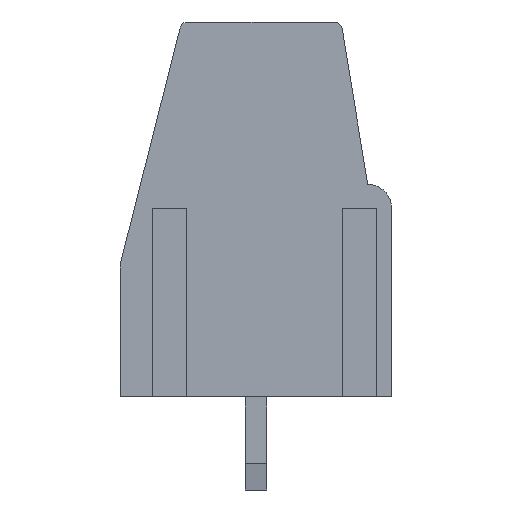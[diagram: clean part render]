
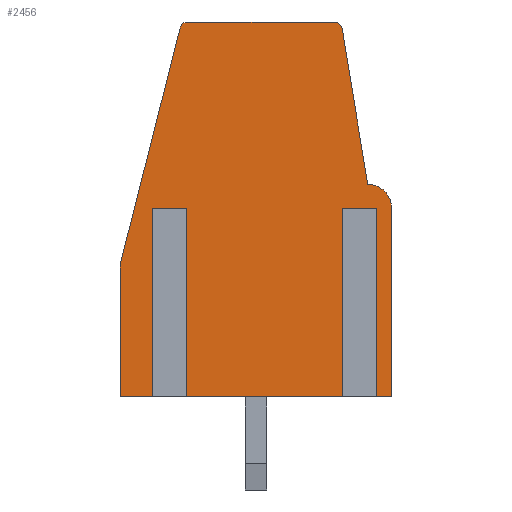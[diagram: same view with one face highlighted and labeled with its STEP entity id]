
A CAD part, left-side view. The second image highlights one B-rep face of the part: STEP entity #2456.
In plain terms, the highlighted planar face has unit normal (-1, 0, 0).
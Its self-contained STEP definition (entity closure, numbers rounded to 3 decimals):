
#1362 = VERTEX_POINT('',#1363);
#1363 = CARTESIAN_POINT('',(-22.86,2.586,14.1));
#1369 = EDGE_CURVE('',#1370,#1362,#1372,.T.);
#1370 = VERTEX_POINT('',#1371);
#1371 = CARTESIAN_POINT('',(-22.86,-2.925,14.1));
#1372 = LINE('',#1373,#1374);
#1373 = CARTESIAN_POINT('',(-22.86,-3.18,14.1));
#1374 = VECTOR('',#1375,1.);
#1375 = DIRECTION('',(0.,1.,0.));
#2136 = VERTEX_POINT('',#2137);
#2137 = CARTESIAN_POINT('',(-22.86,2.877,13.874));
#2143 = EDGE_CURVE('',#1362,#2136,#2144,.T.);
#2144 = CIRCLE('',#2145,0.3);
#2145 = AXIS2_PLACEMENT_3D('',#2146,#2147,#2148);
#2146 = CARTESIAN_POINT('',(-22.86,2.586,13.8));
#2147 = DIRECTION('',(-1.,0.,0.));
#2148 = DIRECTION('',(0.,-1.,0.));
#2456 = ADVANCED_FACE('',(#2457),#2581,.T.);
#2457 = FACE_BOUND('',#2458,.T.);
#2458 = EDGE_LOOP('',(#2459,#2469,#2477,#2485,#2493,#2501,#2509,#2517,
    #2525,#2533,#2542,#2550,#2557,#2558,#2559,#2567,#2575));
#2459 = ORIENTED_EDGE('',*,*,#2460,.F.);
#2460 = EDGE_CURVE('',#2461,#2463,#2465,.T.);
#2461 = VERTEX_POINT('',#2462);
#2462 = CARTESIAN_POINT('',(-22.86,3.569,7.1));
#2463 = VERTEX_POINT('',#2464);
#2464 = CARTESIAN_POINT('',(-22.86,3.569,0.));
#2465 = LINE('',#2466,#2467);
#2466 = CARTESIAN_POINT('',(-22.86,3.569,6.7));
#2467 = VECTOR('',#2468,1.);
#2468 = DIRECTION('',(0.,0.,-1.));
#2469 = ORIENTED_EDGE('',*,*,#2470,.F.);
#2470 = EDGE_CURVE('',#2471,#2461,#2473,.T.);
#2471 = VERTEX_POINT('',#2472);
#2472 = CARTESIAN_POINT('',(-22.86,2.971,7.1));
#2473 = LINE('',#2474,#2475);
#2474 = CARTESIAN_POINT('',(-22.86,3.569,7.1));
#2475 = VECTOR('',#2476,1.);
#2476 = DIRECTION('',(0.,1.,0.));
#2477 = ORIENTED_EDGE('',*,*,#2478,.T.);
#2478 = EDGE_CURVE('',#2471,#2479,#2481,.T.);
#2479 = VERTEX_POINT('',#2480);
#2480 = CARTESIAN_POINT('',(-22.86,2.971,0.));
#2481 = LINE('',#2482,#2483);
#2482 = CARTESIAN_POINT('',(-22.86,2.971,6.7));
#2483 = VECTOR('',#2484,1.);
#2484 = DIRECTION('',(0.,0.,-1.));
#2485 = ORIENTED_EDGE('',*,*,#2486,.T.);
#2486 = EDGE_CURVE('',#2479,#2487,#2489,.T.);
#2487 = VERTEX_POINT('',#2488);
#2488 = CARTESIAN_POINT('',(-22.86,-3.581,0.));
#2489 = LINE('',#2490,#2491);
#2490 = CARTESIAN_POINT('',(-22.86,5.12,0.));
#2491 = VECTOR('',#2492,1.);
#2492 = DIRECTION('',(0.,-1.,0.));
#2493 = ORIENTED_EDGE('',*,*,#2494,.F.);
#2494 = EDGE_CURVE('',#2495,#2487,#2497,.T.);
#2495 = VERTEX_POINT('',#2496);
#2496 = CARTESIAN_POINT('',(-22.86,-3.581,7.1));
#2497 = LINE('',#2498,#2499);
#2498 = CARTESIAN_POINT('',(-22.86,-3.581,6.7));
#2499 = VECTOR('',#2500,1.);
#2500 = DIRECTION('',(0.,0.,-1.));
#2501 = ORIENTED_EDGE('',*,*,#2502,.F.);
#2502 = EDGE_CURVE('',#2503,#2495,#2505,.T.);
#2503 = VERTEX_POINT('',#2504);
#2504 = CARTESIAN_POINT('',(-22.86,-4.179,7.1));
#2505 = LINE('',#2506,#2507);
#2506 = CARTESIAN_POINT('',(-22.86,-4.179,7.1));
#2507 = VECTOR('',#2508,1.);
#2508 = DIRECTION('',(0.,1.,0.));
#2509 = ORIENTED_EDGE('',*,*,#2510,.T.);
#2510 = EDGE_CURVE('',#2503,#2511,#2513,.T.);
#2511 = VERTEX_POINT('',#2512);
#2512 = CARTESIAN_POINT('',(-22.86,-4.179,0.));
#2513 = LINE('',#2514,#2515);
#2514 = CARTESIAN_POINT('',(-22.86,-4.179,6.7));
#2515 = VECTOR('',#2516,1.);
#2516 = DIRECTION('',(0.,0.,-1.));
#2517 = ORIENTED_EDGE('',*,*,#2518,.T.);
#2518 = EDGE_CURVE('',#2511,#2519,#2521,.T.);
#2519 = VERTEX_POINT('',#2520);
#2520 = CARTESIAN_POINT('',(-22.86,-5.08,0.));
#2521 = LINE('',#2522,#2523);
#2522 = CARTESIAN_POINT('',(-22.86,5.12,0.));
#2523 = VECTOR('',#2524,1.);
#2524 = DIRECTION('',(0.,-1.,0.));
#2525 = ORIENTED_EDGE('',*,*,#2526,.T.);
#2526 = EDGE_CURVE('',#2519,#2527,#2529,.T.);
#2527 = VERTEX_POINT('',#2528);
#2528 = CARTESIAN_POINT('',(-22.86,-5.08,7.1));
#2529 = LINE('',#2530,#2531);
#2530 = CARTESIAN_POINT('',(-22.86,-5.08,0.));
#2531 = VECTOR('',#2532,1.);
#2532 = DIRECTION('',(0.,0.,1.));
#2533 = ORIENTED_EDGE('',*,*,#2534,.T.);
#2534 = EDGE_CURVE('',#2527,#2535,#2537,.T.);
#2535 = VERTEX_POINT('',#2536);
#2536 = CARTESIAN_POINT('',(-22.86,-4.18,8.));
#2537 = CIRCLE('',#2538,0.9);
#2538 = AXIS2_PLACEMENT_3D('',#2539,#2540,#2541);
#2539 = CARTESIAN_POINT('',(-22.86,-4.18,7.1));
#2540 = DIRECTION('',(-1.,0.,0.));
#2541 = DIRECTION('',(0.,1.,0.));
#2542 = ORIENTED_EDGE('',*,*,#2543,.T.);
#2543 = EDGE_CURVE('',#2535,#2544,#2546,.T.);
#2544 = VERTEX_POINT('',#2545);
#2545 = CARTESIAN_POINT('',(-22.86,-3.221,13.849));
#2546 = LINE('',#2547,#2548);
#2547 = CARTESIAN_POINT('',(-22.86,-4.18,8.));
#2548 = VECTOR('',#2549,1.);
#2549 = DIRECTION('',(0.,0.162,0.987));
#2550 = ORIENTED_EDGE('',*,*,#2551,.T.);
#2551 = EDGE_CURVE('',#2544,#1370,#2552,.T.);
#2552 = CIRCLE('',#2553,0.3);
#2553 = AXIS2_PLACEMENT_3D('',#2554,#2555,#2556);
#2554 = CARTESIAN_POINT('',(-22.86,-2.925,13.8));
#2555 = DIRECTION('',(-1.,0.,0.));
#2556 = DIRECTION('',(0.,-1.,0.));
#2557 = ORIENTED_EDGE('',*,*,#1369,.T.);
#2558 = ORIENTED_EDGE('',*,*,#2143,.T.);
#2559 = ORIENTED_EDGE('',*,*,#2560,.T.);
#2560 = EDGE_CURVE('',#2136,#2561,#2563,.T.);
#2561 = VERTEX_POINT('',#2562);
#2562 = CARTESIAN_POINT('',(-22.86,5.12,5.));
#2563 = LINE('',#2564,#2565);
#2564 = CARTESIAN_POINT('',(-22.86,2.82,14.1));
#2565 = VECTOR('',#2566,1.);
#2566 = DIRECTION('',(0.,0.245,-0.97));
#2567 = ORIENTED_EDGE('',*,*,#2568,.T.);
#2568 = EDGE_CURVE('',#2561,#2569,#2571,.T.);
#2569 = VERTEX_POINT('',#2570);
#2570 = CARTESIAN_POINT('',(-22.86,5.12,0.));
#2571 = LINE('',#2572,#2573);
#2572 = CARTESIAN_POINT('',(-22.86,5.12,5.));
#2573 = VECTOR('',#2574,1.);
#2574 = DIRECTION('',(0.,0.,-1.));
#2575 = ORIENTED_EDGE('',*,*,#2576,.T.);
#2576 = EDGE_CURVE('',#2569,#2463,#2577,.T.);
#2577 = LINE('',#2578,#2579);
#2578 = CARTESIAN_POINT('',(-22.86,5.12,0.));
#2579 = VECTOR('',#2580,1.);
#2580 = DIRECTION('',(0.,-1.,0.));
#2581 = PLANE('',#2582);
#2582 = AXIS2_PLACEMENT_3D('',#2583,#2584,#2585);
#2583 = CARTESIAN_POINT('',(-22.86,-4.18,7.1));
#2584 = DIRECTION('',(-1.,0.,0.));
#2585 = DIRECTION('',(0.,-1.,0.));
